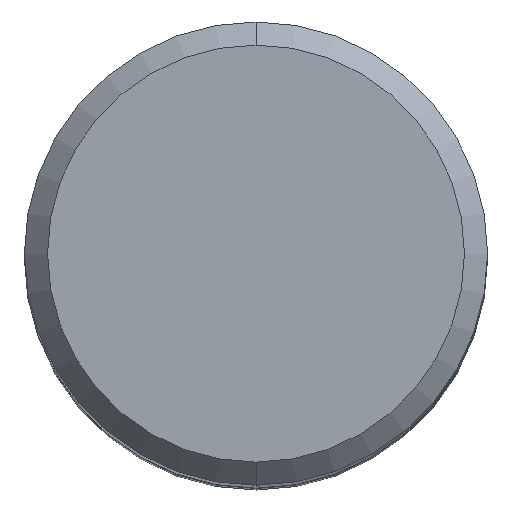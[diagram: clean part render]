
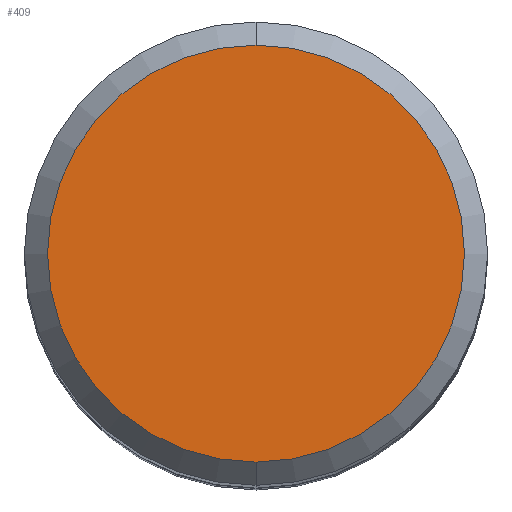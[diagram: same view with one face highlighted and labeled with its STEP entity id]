
A CAD part, top view. The second image highlights one B-rep face of the part: STEP entity #409.
In plain terms, the highlighted planar face has unit normal (0, 0, 1).
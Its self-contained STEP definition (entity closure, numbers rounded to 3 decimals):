
#217=EDGE_CURVE('',#339,#477,#552,.T.);
#295=EDGE_CURVE('',#477,#339,#640,.T.);
#339=VERTEX_POINT('',#690);
#409=ADVANCED_FACE('',(#763),#764,.T.);
#477=VERTEX_POINT('',#842);
#552=CIRCLE('',#970,9.0);
#640=CIRCLE('',#1154,9.0);
#690=CARTESIAN_POINT('',(0.,-9.0,0.0));
#763=FACE_OUTER_BOUND('',#1361,.T.);
#764=PLANE('',#1362);
#842=CARTESIAN_POINT('',(0.0,9.0,0.0));
#970=AXIS2_PLACEMENT_3D('',#1747,#1748,#1749);
#1154=AXIS2_PLACEMENT_3D('',#1849,#1850,#1851);
#1361=EDGE_LOOP('',(#1992,#1993));
#1362=AXIS2_PLACEMENT_3D('',#1994,#1995,#1996);
#1747=CARTESIAN_POINT('',(0.0,0.0,0.0));
#1748=DIRECTION('',(0.0,0.0,-1.0));
#1749=DIRECTION('',(0.0,1.0,0.0));
#1849=CARTESIAN_POINT('',(0.0,0.0,0.0));
#1850=DIRECTION('',(0.0,0.0,-1.0));
#1851=DIRECTION('',(0.0,1.0,0.0));
#1992=ORIENTED_EDGE('',*,*,#295,.F.);
#1993=ORIENTED_EDGE('',*,*,#217,.F.);
#1994=CARTESIAN_POINT('',(0.0,4.5,0.0));
#1995=DIRECTION('',(-0.0,0.0,1.0));
#1996=DIRECTION('',(0.0,-1.0,0.0));
